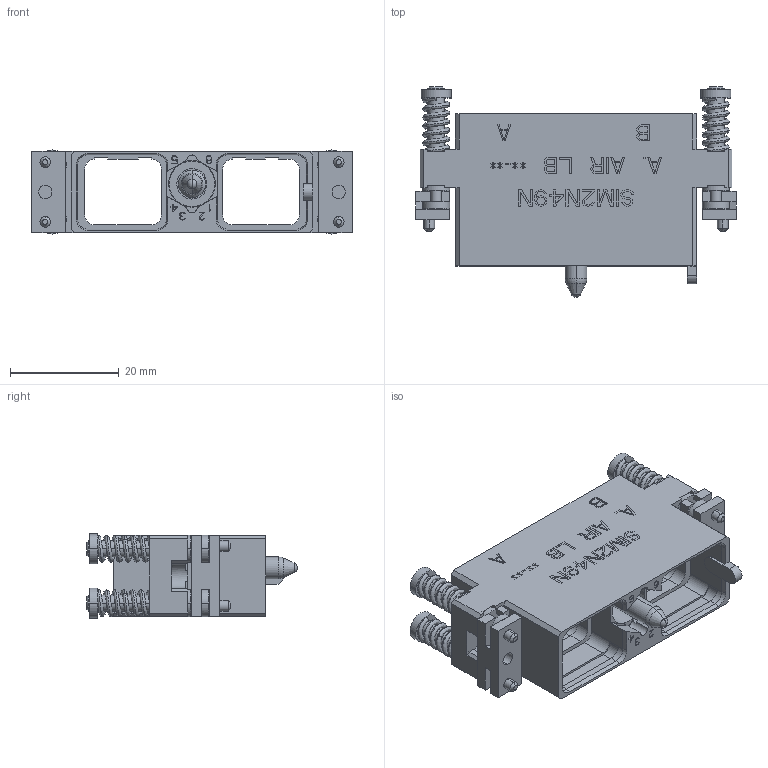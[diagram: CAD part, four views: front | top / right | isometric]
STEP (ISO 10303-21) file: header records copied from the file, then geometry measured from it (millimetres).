
FILE_DESCRIPTION((''),'2;1');
FILE_NAME('SIM2N49N','2019-09-11T',('presta_be4'),(''),'PRO/ENGINEER BY PARAMETRIC TECHNOLOGY CORPORATION, 2014310','PRO/ENGINEER BY PARAMETRIC TECHNOLOGY CORPORATION, 2014310','');
FILE_SCHEMA(('CONFIG_CONTROL_DESIGN'));
Products named in the file (1): SIM2N49N
Bounding box: 59.02 x 38.74 x 15.5 mm (x, y, z)
Volume: 8571.3 mm3; surface area: 12426.2 mm2
Topology: 1 solids, 1 shells, 1389 faces, 3850 edges, 2497 vertices
Faces by surface type: plane 1061, cylinder 262, cone 46, bspline 16, sphere 4
Entity records: 57660 total; most frequent: CARTESIAN_POINT 21506, ORIENTED_EDGE 7696, DIRECTION 7306, EDGE_CURVE 3848, VECTOR 3022, LINE 3022, VERTEX_POINT 2498, AXIS2_PLACEMENT_3D 2142
